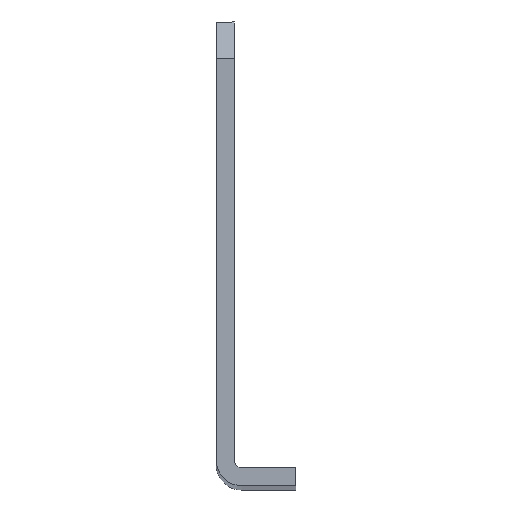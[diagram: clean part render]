
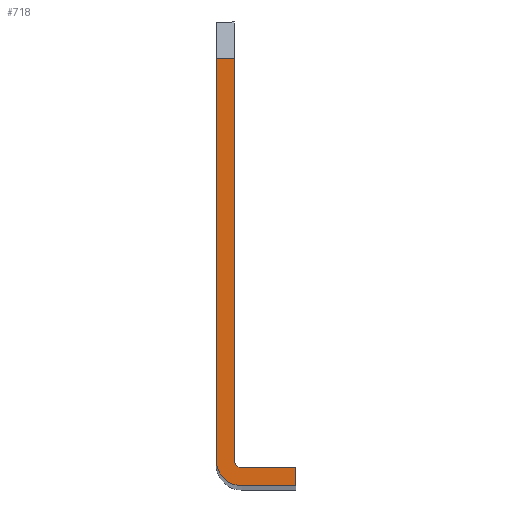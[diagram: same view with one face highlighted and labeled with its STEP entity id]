
A CAD part, top view. The second image highlights one B-rep face of the part: STEP entity #718.
In plain terms, the highlighted planar face has unit normal (0, 0, 1).
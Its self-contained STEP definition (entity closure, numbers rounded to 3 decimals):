
#39 = AXIS2_PLACEMENT_3D ( 'NONE', #882, #888, #889 ) ;
#46 = AXIS2_PLACEMENT_3D ( 'NONE', #794, #795, #796 ) ;
#54 = CARTESIAN_POINT ( 'NONE',  ( 0., 0., 175. ) ) ;
#55 = DIRECTION ( 'NONE',  ( 0., 0., 1. ) ) ;
#56 = DIRECTION ( 'NONE',  ( -1., 0., 0. ) ) ;
#122 = VERTEX_POINT ( 'NONE', #545 ) ;
#123 = VERTEX_POINT ( 'NONE', #546 ) ;
#125 = VERTEX_POINT ( 'NONE', #269 ) ;
#139 = EDGE_CURVE ( 'NONE', #281, #288, #505, .T. ) ;
#140 = EDGE_CURVE ( 'NONE', #284, #282, #507, .T. ) ;
#152 = AXIS2_PLACEMENT_3D ( 'NONE', #54, #55, #56 ) ;
#223 = CARTESIAN_POINT ( 'NONE',  ( -1., 0., 175. ) ) ;
#224 = DIRECTION ( 'NONE',  ( 0., 1., 0. ) ) ;
#250 = ORIENTED_EDGE ( 'NONE', *, *, #139, .T. ) ;
#251 = ORIENTED_EDGE ( 'NONE', *, *, #556, .T. ) ;
#269 = CARTESIAN_POINT ( 'NONE',  ( -3.5, 55.5, 175. ) ) ;
#272 = DIRECTION ( 'NONE',  ( -1., 0., 0. ) ) ;
#273 = CARTESIAN_POINT ( 'NONE',  ( 0., -1., 175. ) ) ;
#276 = VERTEX_POINT ( 'NONE', #728 ) ;
#281 = VERTEX_POINT ( 'NONE', #733 ) ;
#282 = VERTEX_POINT ( 'NONE', #600 ) ;
#284 = VERTEX_POINT ( 'NONE', #601 ) ;
#288 = VERTEX_POINT ( 'NONE', #605 ) ;
#292 = EDGE_CURVE ( 'NONE', #125, #284, #679, .T. ) ;
#293 = EDGE_CURVE ( 'NONE', #123, #125, #674, .T. ) ;
#303 = EDGE_CURVE ( 'NONE', #276, #281, #697, .T. ) ;
#305 = EDGE_CURVE ( 'NONE', #282, #276, #702, .T. ) ;
#322 = LINE ( 'NONE', #223, #325 ) ;
#325 = VECTOR ( 'NONE', #224, 1000. ) ;
#328 = CIRCLE ( 'NONE', #46, 1. ) ;
#344 = ORIENTED_EDGE ( 'NONE', *, *, #305, .T. ) ;
#346 = ORIENTED_EDGE ( 'NONE', *, *, #140, .T. ) ;
#348 = ORIENTED_EDGE ( 'NONE', *, *, #303, .T. ) ;
#349 = ORIENTED_EDGE ( 'NONE', *, *, #553, .T. ) ;
#350 = ORIENTED_EDGE ( 'NONE', *, *, #292, .T. ) ;
#353 = ORIENTED_EDGE ( 'NONE', *, *, #293, .T. ) ;
#369 = EDGE_LOOP ( 'NONE', ( #250, #251, #349, #353, #350, #346, #344, #348 ) ) ;
#451 = DIRECTION ( 'NONE',  ( 0., 1., 0. ) ) ;
#457 = DIRECTION ( 'NONE',  ( 1., 0., 0. ) ) ;
#474 = CARTESIAN_POINT ( 'NONE',  ( 0., -3.5, 175. ) ) ;
#478 = CARTESIAN_POINT ( 'NONE',  ( 7.5, 0., 175. ) ) ;
#504 = VECTOR ( 'NONE', #272, 1000. ) ;
#505 = LINE ( 'NONE', #273, #504 ) ;
#507 = CIRCLE ( 'NONE', #152, 3.5 ) ;
#536 = DIRECTION ( 'NONE',  ( 0., -1., 0. ) ) ;
#537 = DIRECTION ( 'NONE',  ( -1., 0., 0. ) ) ;
#545 = CARTESIAN_POINT ( 'NONE',  ( -1., 0., 175. ) ) ;
#546 = CARTESIAN_POINT ( 'NONE',  ( -1., 55.5, 175. ) ) ;
#553 = EDGE_CURVE ( 'NONE', #122, #123, #322, .T. ) ;
#556 = EDGE_CURVE ( 'NONE', #288, #122, #328, .T. ) ;
#600 = CARTESIAN_POINT ( 'NONE',  ( 0., -3.5, 175. ) ) ;
#601 = CARTESIAN_POINT ( 'NONE',  ( -3.5, 0., 175. ) ) ;
#605 = CARTESIAN_POINT ( 'NONE',  ( 0., -1., 175. ) ) ;
#608 = CARTESIAN_POINT ( 'NONE',  ( 0., 55.5, 175. ) ) ;
#610 = CARTESIAN_POINT ( 'NONE',  ( -3.5, 60.5, 175. ) ) ;
#672 = VECTOR ( 'NONE', #537, 1000. ) ;
#674 = LINE ( 'NONE', #608, #672 ) ;
#678 = VECTOR ( 'NONE', #536, 1000. ) ;
#679 = LINE ( 'NONE', #610, #678 ) ;
#697 = LINE ( 'NONE', #478, #700 ) ;
#700 = VECTOR ( 'NONE', #451, 1000. ) ;
#702 = LINE ( 'NONE', #474, #704 ) ;
#704 = VECTOR ( 'NONE', #457, 1000. ) ;
#718 = ADVANCED_FACE ( 'NONE', ( #834 ), #886, .T. ) ;
#728 = CARTESIAN_POINT ( 'NONE',  ( 7.5, -3.5, 175. ) ) ;
#733 = CARTESIAN_POINT ( 'NONE',  ( 7.5, -1., 175. ) ) ;
#794 = CARTESIAN_POINT ( 'NONE',  ( 0., 0., 175. ) ) ;
#795 = DIRECTION ( 'NONE',  ( 0., 0., -1. ) ) ;
#796 = DIRECTION ( 'NONE',  ( -1., 0., 0. ) ) ;
#834 = FACE_OUTER_BOUND ( 'NONE', #369, .T. ) ;
#882 = CARTESIAN_POINT ( 'NONE',  ( 0., 0., 175. ) ) ;
#886 = PLANE ( 'NONE',  #39 ) ;
#888 = DIRECTION ( 'NONE',  ( 0., 0., 1. ) ) ;
#889 = DIRECTION ( 'NONE',  ( 1., 0., 0. ) ) ;
